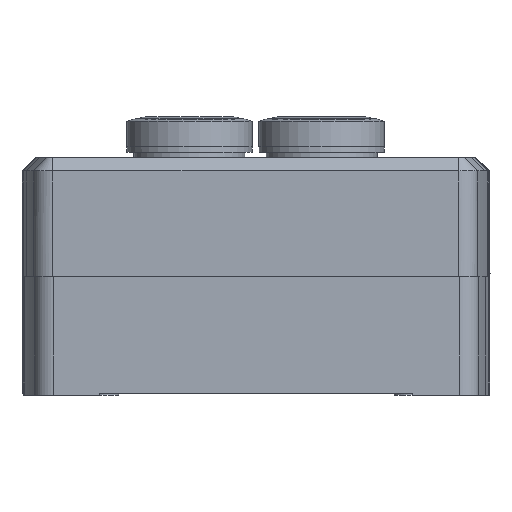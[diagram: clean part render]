
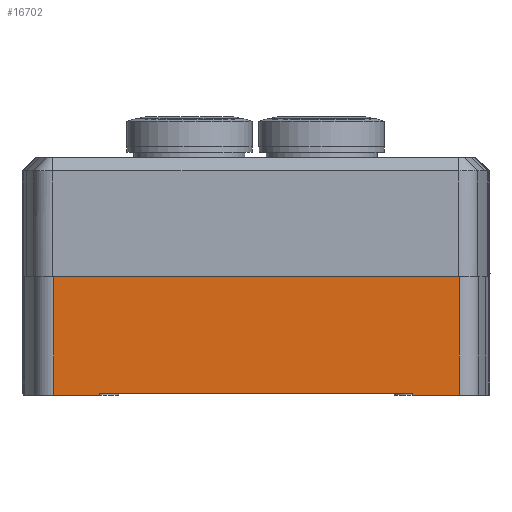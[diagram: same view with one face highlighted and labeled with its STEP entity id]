
A CAD part, left-side view. The second image highlights one B-rep face of the part: STEP entity #16702.
In plain terms, the highlighted planar face has unit normal (-1, 0, 0).
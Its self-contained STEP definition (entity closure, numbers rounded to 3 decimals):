
#372=PLANE('',#17902);
#1110=FACE_OUTER_BOUND('',#2054,.T.);
#2054=EDGE_LOOP('',(#12147,#12148,#12149,#12150,#12151,#12152,#12153,#12154));
#3032=LINE('',#26791,#4760);
#3070=LINE('',#26965,#4798);
#3071=LINE('',#26969,#4799);
#3072=LINE('',#26970,#4800);
#3073=LINE('',#26972,#4801);
#3074=LINE('',#26974,#4802);
#3075=LINE('',#26976,#4803);
#3076=LINE('',#26977,#4804);
#4760=VECTOR('',#20010,1000.);
#4798=VECTOR('',#20090,1000.);
#4799=VECTOR('',#20093,1000.);
#4800=VECTOR('',#20094,1000.);
#4801=VECTOR('',#20095,1000.);
#4802=VECTOR('',#20096,1000.);
#4803=VECTOR('',#20097,1000.);
#4804=VECTOR('',#20098,1000.);
#7354=VERTEX_POINT('',#26788);
#7355=VERTEX_POINT('',#26790);
#7391=VERTEX_POINT('',#26963);
#7392=VERTEX_POINT('',#26967);
#7393=VERTEX_POINT('',#26968);
#7394=VERTEX_POINT('',#26971);
#7395=VERTEX_POINT('',#26973);
#7396=VERTEX_POINT('',#26975);
#9198=EDGE_CURVE('',#7355,#7354,#3032,.T.);
#9248=EDGE_CURVE('',#7391,#7354,#3070,.T.);
#9249=EDGE_CURVE('',#7392,#7393,#3071,.T.);
#9250=EDGE_CURVE('',#7393,#7355,#3072,.T.);
#9251=EDGE_CURVE('',#7391,#7394,#3073,.T.);
#9252=EDGE_CURVE('',#7394,#7395,#3074,.T.);
#9253=EDGE_CURVE('',#7395,#7396,#3075,.T.);
#9254=EDGE_CURVE('',#7396,#7392,#3076,.T.);
#12147=ORIENTED_EDGE('',*,*,#9249,.T.);
#12148=ORIENTED_EDGE('',*,*,#9250,.T.);
#12149=ORIENTED_EDGE('',*,*,#9198,.T.);
#12150=ORIENTED_EDGE('',*,*,#9248,.F.);
#12151=ORIENTED_EDGE('',*,*,#9251,.T.);
#12152=ORIENTED_EDGE('',*,*,#9252,.T.);
#12153=ORIENTED_EDGE('',*,*,#9253,.T.);
#12154=ORIENTED_EDGE('',*,*,#9254,.T.);
#16702=ADVANCED_FACE('',(#1110),#372,.T.);
#17902=AXIS2_PLACEMENT_3D('',#26966,#20091,#20092);
#20010=DIRECTION('',(0.,-1.,0.));
#20090=DIRECTION('',(0.,0.,1.));
#20091=DIRECTION('center_axis',(-1.,0.,
0.));
#20092=DIRECTION('ref_axis',(0.,0.,-1.));
#20093=DIRECTION('',(0.,-1.,0.));
#20094=DIRECTION('',(0.,0.,1.));
#20095=DIRECTION('',(0.,-1.,0.));
#20096=DIRECTION('',(0.,0.,1.));
#20097=DIRECTION('',(0.,1.,0.));
#20098=DIRECTION('',(0.,0.,-1.));
#26788=CARTESIAN_POINT('',(-40.265,-22.231,66.487));
#26790=CARTESIAN_POINT('',(-40.265,48.769,66.487));
#26791=CARTESIAN_POINT('',(-40.265,32.269,66.487));
#26963=CARTESIAN_POINT('',(-40.265,-22.231,65.987));
#26965=CARTESIAN_POINT('',(-40.265,-22.231,66.487));
#26966=CARTESIAN_POINT('Origin',(-40.265,59.261,119.887));
#26967=CARTESIAN_POINT('',(-40.265,59.261,65.987));
#26968=CARTESIAN_POINT('',(-40.265,48.769,65.987));
#26969=CARTESIAN_POINT('',(-40.265,59.261,65.987));
#26970=CARTESIAN_POINT('',(-40.265,48.769,119.887));
#26971=CARTESIAN_POINT('',(-40.265,-32.723,65.987));
#26972=CARTESIAN_POINT('',(-40.265,59.261,65.987));
#26973=CARTESIAN_POINT('',(-40.265,-32.723,92.937));
#26974=CARTESIAN_POINT('',(-40.265,-32.723,119.887));
#26975=CARTESIAN_POINT('',(-40.265,59.261,92.937));
#26976=CARTESIAN_POINT('',(-40.265,59.261,92.937));
#26977=CARTESIAN_POINT('',(-40.265,59.261,119.887));
